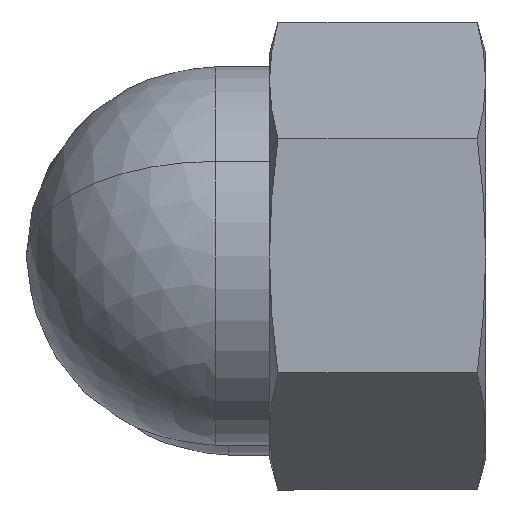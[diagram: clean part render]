
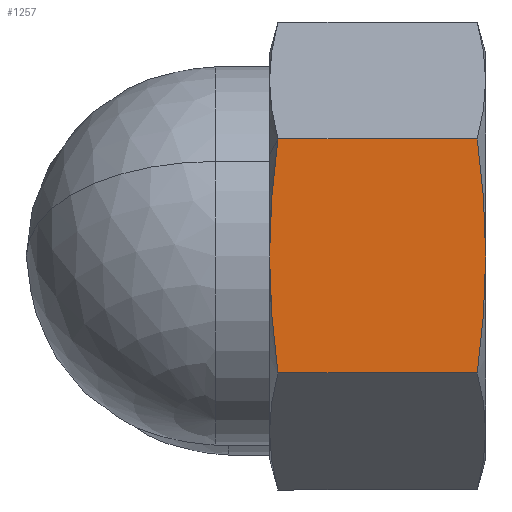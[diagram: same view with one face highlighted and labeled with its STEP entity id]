
A CAD part, left-side view. The second image highlights one B-rep face of the part: STEP entity #1257.
In plain terms, the highlighted face is planar.
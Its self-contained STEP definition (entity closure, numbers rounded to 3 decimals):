
#69 = B_SPLINE_CURVE_WITH_KNOTS ( 'NONE', 3,
 ( #6111, #5340, #3349, #1577, #1917, #6846 ),
 .UNSPECIFIED., .F., .F.,
 ( 4, 2, 4 ),
 ( 0.009, 0.013, 0.017 ),
 .UNSPECIFIED. ) ;
#267 = PLANE ( 'NONE',  #7636 ) ;
#640 = CARTESIAN_POINT ( 'NONE',  ( 15.378, -8.66, 15. ) ) ;
#680 = ORIENTED_EDGE ( 'NONE', *, *, #4580, .F. ) ;
#710 = CARTESIAN_POINT ( 'NONE',  ( 15.572, -16.599, 1.25 ) ) ;
#1227 = DIRECTION ( 'NONE',  ( 0., -0.866, 0.5 ) ) ;
#1257 = ADVANCED_FACE ( 'NONE', ( #8281 ), #267, .T. ) ;
#1423 = VERTEX_POINT ( 'NONE', #5306 ) ;
#1577 = CARTESIAN_POINT ( 'NONE',  ( 0.271, -10.104, 12.5 ) ) ;
#1770 = CARTESIAN_POINT ( 'NONE',  ( 0.057, -14.434, 5. ) ) ;
#1823 = CARTESIAN_POINT ( 'NONE',  ( 0.622, -8.66, 15. ) ) ;
#1916 = EDGE_CURVE ( 'NONE', #6196, #1423, #4901, .T. ) ;
#1917 = CARTESIAN_POINT ( 'NONE',  ( 0.428, -9.382, 13.75 ) ) ;
#1934 = ORIENTED_EDGE ( 'NONE', *, *, #9761, .F. ) ;
#2345 = VECTOR ( 'NONE', #7851, 1000. ) ;
#2415 = ORIENTED_EDGE ( 'NONE', *, *, #3509, .F. ) ;
#2515 = CARTESIAN_POINT ( 'NONE',  ( 0.622, -17.321, 0. ) ) ;
#2838 = CARTESIAN_POINT ( 'NONE',  ( 15.729, -10.104, 12.5 ) ) ;
#3030 = EDGE_CURVE ( 'NONE', #6477, #9307, #7609, .T. ) ;
#3177 = CARTESIAN_POINT ( 'NONE',  ( 16., -12.99, 7.5 ) ) ;
#3349 = CARTESIAN_POINT ( 'NONE',  ( 0.057, -11.547, 10. ) ) ;
#3509 = EDGE_CURVE ( 'NONE', #4659, #6196, #69, .T. ) ;
#3900 = CARTESIAN_POINT ( 'NONE',  ( -34., -17.321, 0. ) ) ;
#3964 = DIRECTION ( 'NONE',  ( 0., -0.5, -0.866 ) ) ;
#3968 = CARTESIAN_POINT ( 'NONE',  ( 0.622, -17.321, 0. ) ) ;
#4019 = CARTESIAN_POINT ( 'NONE',  ( 0.271, -15.877, 2.5 ) ) ;
#4152 = CARTESIAN_POINT ( 'NONE',  ( 16., -12.99, 7.5 ) ) ;
#4253 = DIRECTION ( 'NONE',  ( 1., 0., 0. ) ) ;
#4579 = VERTEX_POINT ( 'NONE', #3968 ) ;
#4580 = EDGE_CURVE ( 'NONE', #1423, #6477, #7309, .T. ) ;
#4659 = VERTEX_POINT ( 'NONE', #8972 ) ;
#4788 = CARTESIAN_POINT ( 'NONE',  ( 0., -12.99, 7.5 ) ) ;
#4901 = LINE ( 'NONE', #7892, #8145 ) ;
#5293 = CARTESIAN_POINT ( 'NONE',  ( 16., -12.269, 8.75 ) ) ;
#5306 = CARTESIAN_POINT ( 'NONE',  ( 15.378, -8.66, 15. ) ) ;
#5340 = CARTESIAN_POINT ( 'NONE',  ( 0., -12.269, 8.75 ) ) ;
#5351 = ORIENTED_EDGE ( 'NONE', *, *, #9879, .T. ) ;
#5866 = CARTESIAN_POINT ( 'NONE',  ( 15.729, -15.877, 2.5 ) ) ;
#6012 = CARTESIAN_POINT ( 'NONE',  ( 15.943, -14.434, 5. ) ) ;
#6015 = CARTESIAN_POINT ( 'NONE',  ( 16., -13.712, 6.25 ) ) ;
#6065 = CARTESIAN_POINT ( 'NONE',  ( 16., -12.99, 7.5 ) ) ;
#6111 = CARTESIAN_POINT ( 'NONE',  ( 0., -12.99, 7.5 ) ) ;
#6196 = VERTEX_POINT ( 'NONE', #1823 ) ;
#6213 = EDGE_LOOP ( 'NONE', ( #5351, #8403, #680, #8300, #2415, #1934 ) ) ;
#6259 = CARTESIAN_POINT ( 'NONE',  ( 15.378, -17.321, 0. ) ) ;
#6477 = VERTEX_POINT ( 'NONE', #3177 ) ;
#6626 = CARTESIAN_POINT ( 'NONE',  ( 15.943, -11.547, 10. ) ) ;
#6846 = CARTESIAN_POINT ( 'NONE',  ( 0.622, -8.66, 15. ) ) ;
#7309 = B_SPLINE_CURVE_WITH_KNOTS ( 'NONE', 3,
 ( #640, #8499, #2838, #6626, #5293, #4152 ),
 .UNSPECIFIED., .F., .F.,
 ( 4, 2, 4 ),
 ( 0., 0.004, 0.009 ),
 .UNSPECIFIED. ) ;
#7609 = B_SPLINE_CURVE_WITH_KNOTS ( 'NONE', 3,
 ( #6065, #6015, #6012, #5866, #710, #6259 ),
 .UNSPECIFIED., .F., .F.,
 ( 4, 2, 4 ),
 ( 0.009, 0.013, 0.017 ),
 .UNSPECIFIED. ) ;
#7636 = AXIS2_PLACEMENT_3D ( 'NONE', #9837, #1227, #3964 ) ;
#7851 = DIRECTION ( 'NONE',  ( 1., 0., 0. ) ) ;
#7892 = CARTESIAN_POINT ( 'NONE',  ( -34., -8.66, 15. ) ) ;
#7909 = CARTESIAN_POINT ( 'NONE',  ( 15.378, -17.321, 0. ) ) ;
#8044 = CARTESIAN_POINT ( 'NONE',  ( 0.428, -16.599, 1.25 ) ) ;
#8145 = VECTOR ( 'NONE', #4253, 1000. ) ;
#8281 = FACE_OUTER_BOUND ( 'NONE', #6213, .T. ) ;
#8300 = ORIENTED_EDGE ( 'NONE', *, *, #1916, .F. ) ;
#8403 = ORIENTED_EDGE ( 'NONE', *, *, #3030, .F. ) ;
#8499 = CARTESIAN_POINT ( 'NONE',  ( 15.572, -9.382, 13.75 ) ) ;
#8756 = CARTESIAN_POINT ( 'NONE',  ( 0., -13.712, 6.25 ) ) ;
#8972 = CARTESIAN_POINT ( 'NONE',  ( 0., -12.99, 7.5 ) ) ;
#9091 = B_SPLINE_CURVE_WITH_KNOTS ( 'NONE', 3,
 ( #2515, #8044, #4019, #1770, #8756, #4788 ),
 .UNSPECIFIED., .F., .F.,
 ( 4, 2, 4 ),
 ( 0., 0.004, 0.009 ),
 .UNSPECIFIED. ) ;
#9205 = LINE ( 'NONE', #3900, #2345 ) ;
#9307 = VERTEX_POINT ( 'NONE', #7909 ) ;
#9761 = EDGE_CURVE ( 'NONE', #4579, #4659, #9091, .T. ) ;
#9837 = CARTESIAN_POINT ( 'NONE',  ( -34., -8.66, 15. ) ) ;
#9879 = EDGE_CURVE ( 'NONE', #4579, #9307, #9205, .T. ) ;
